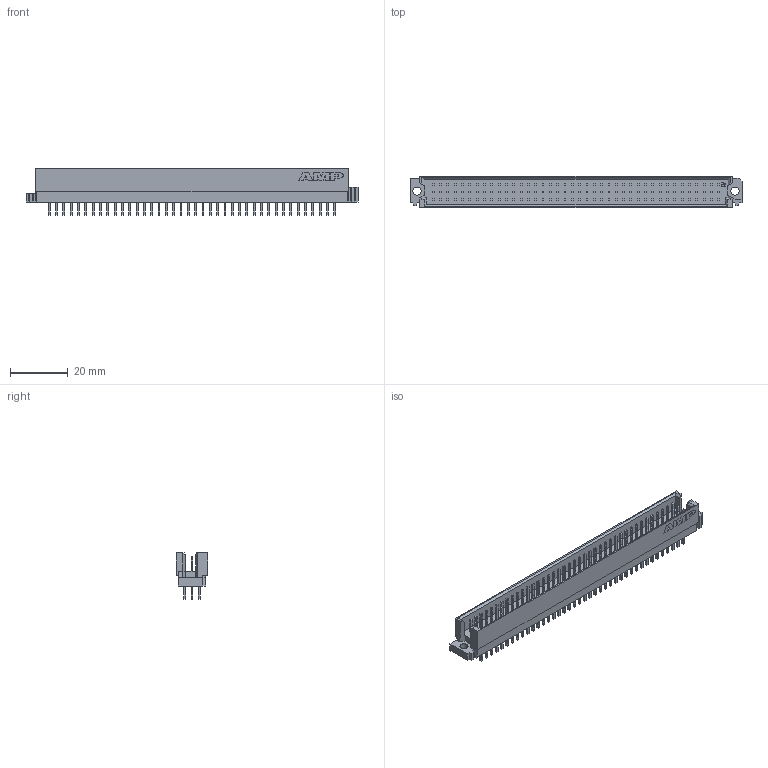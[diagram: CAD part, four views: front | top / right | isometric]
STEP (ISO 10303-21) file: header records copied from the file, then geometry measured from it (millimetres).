
FILE_DESCRIPTION(('STEP AP242'),'1');
FILE_NAME('5650910-5.stp','2022-08-05T19:15:56',('TraceParts'),('TraceParts S.A.'),'Spatial InterOp 3D',' ',' ');
FILE_SCHEMA(('AP242_MANAGED_MODEL_BASED_3D_ENGINEERING_MIM_LF {1 0 10303 442 1 1 4}'));
Length unit declared in the file: millimetre
Products named in the file (1): 5650910-5
Bounding box: 115.19 x 11.04 x 16.08 mm (x, y, z)
Volume: 7053.5 mm3; surface area: 9922.3 mm2
Topology: 1 solids, 1 shells, 1332 faces, 3233 edges, 2152 vertices
Faces by surface type: plane 1324, cylinder 6, extrusion 2
Entity records: 38164 total; most frequent: CARTESIAN_POINT 6758, ORIENTED_EDGE 6466, DIRECTION 5905, EDGE_CURVE 3233, VECTOR 3219, LINE 3217, VERTEX_POINT 2152, EDGE_LOOP 1585
